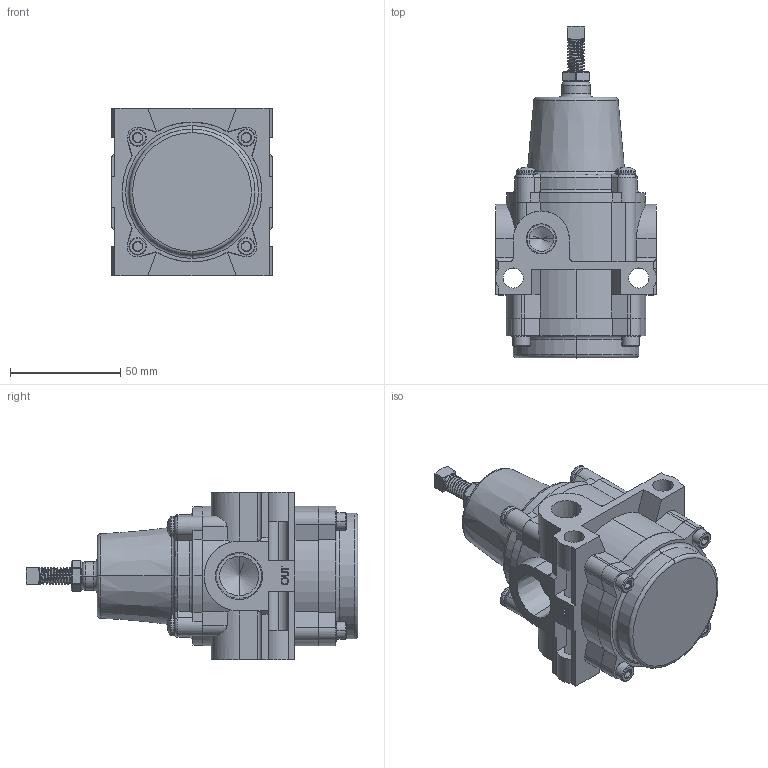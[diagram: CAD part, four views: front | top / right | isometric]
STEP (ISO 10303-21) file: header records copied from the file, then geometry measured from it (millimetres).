
FILE_DESCRIPTION (( 'STEP AP203' ), '1' );
FILE_NAME ('BR-342.step', '2015-10-20T15:00:36', ( '' ), ( '' ), 'SwSTEP 2.0', 'SolidWorks 2015', '' );
FILE_SCHEMA (( 'CONFIG_CONTROL_DESIGN' ));
Products named in the file (1): BR-342
Bounding box: 73.53 x 150.8 x 76.2 mm (x, y, z)
Volume: 330819.9 mm3; surface area: 66716.6 mm2
Topology: 13 solids, 13 shells, 1491 faces, 4190 edges, 2730 vertices
Faces by surface type: cylinder 973, plane 287, cone 141, torus 44, bspline 38, sphere 8
Entity records: 67970 total; most frequent: CARTESIAN_POINT 34473, ORIENTED_EDGE 8328, DIRECTION 5834, EDGE_CURVE 4164, VERTEX_POINT 2730, AXIS2_PLACEMENT_3D 2100, LINE 1634, VECTOR 1634
